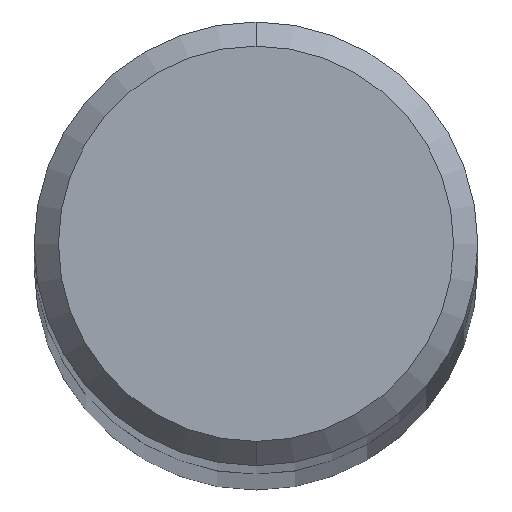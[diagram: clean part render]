
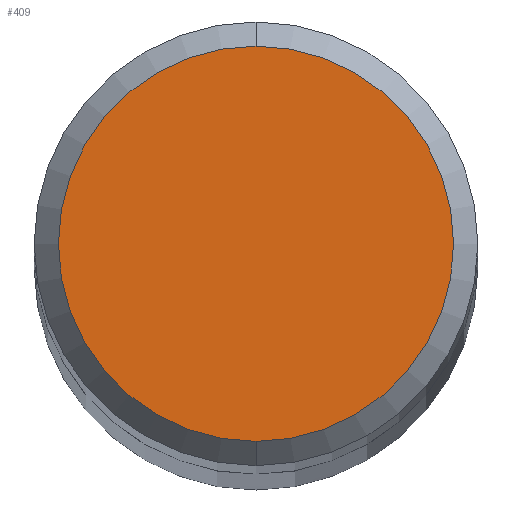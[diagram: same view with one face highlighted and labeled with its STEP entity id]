
A CAD part, top view. The second image highlights one B-rep face of the part: STEP entity #409.
In plain terms, the highlighted planar face has unit normal (0, 0, 1).
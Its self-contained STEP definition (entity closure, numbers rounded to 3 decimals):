
#201=EDGE_CURVE('',#291,#243,#476,.T.);
#243=VERTEX_POINT('',#524);
#291=VERTEX_POINT('',#576);
#381=EDGE_CURVE('',#243,#291,#676,.T.);
#409=ADVANCED_FACE('',(#708),#709,.T.);
#476=CIRCLE('',#869,4.9);
#524=CARTESIAN_POINT('',(0.0,4.9,0.0));
#576=CARTESIAN_POINT('',(0.,-4.9,0.0));
#676=CIRCLE('',#1273,4.9);
#708=FACE_OUTER_BOUND('',#1351,.T.);
#709=PLANE('',#1352);
#869=AXIS2_PLACEMENT_3D('',#1374,#1375,#1376);
#1273=AXIS2_PLACEMENT_3D('',#1617,#1618,#1619);
#1351=EDGE_LOOP('',(#1662,#1663));
#1352=AXIS2_PLACEMENT_3D('',#1664,#1665,#1666);
#1374=CARTESIAN_POINT('',(0.0,0.0,0.0));
#1375=DIRECTION('',(0.0,0.0,-1.0));
#1376=DIRECTION('',(0.0,1.0,0.0));
#1617=CARTESIAN_POINT('',(0.0,0.0,0.0));
#1618=DIRECTION('',(0.0,0.0,-1.0));
#1619=DIRECTION('',(0.0,1.0,0.0));
#1662=ORIENTED_EDGE('',*,*,#381,.F.);
#1663=ORIENTED_EDGE('',*,*,#201,.F.);
#1664=CARTESIAN_POINT('',(0.0,2.45,0.0));
#1665=DIRECTION('',(-0.0,0.0,1.0));
#1666=DIRECTION('',(0.0,-1.0,0.0));
